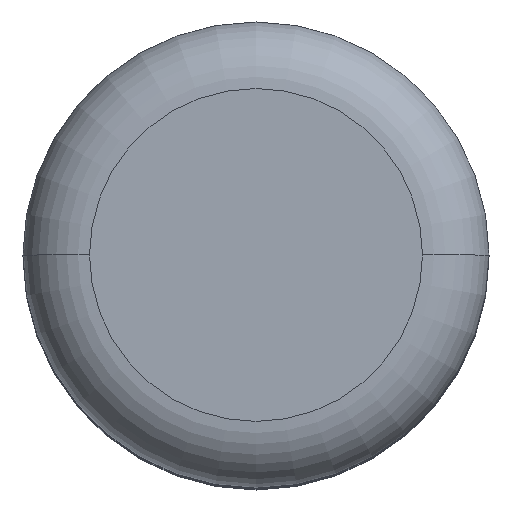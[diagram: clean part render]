
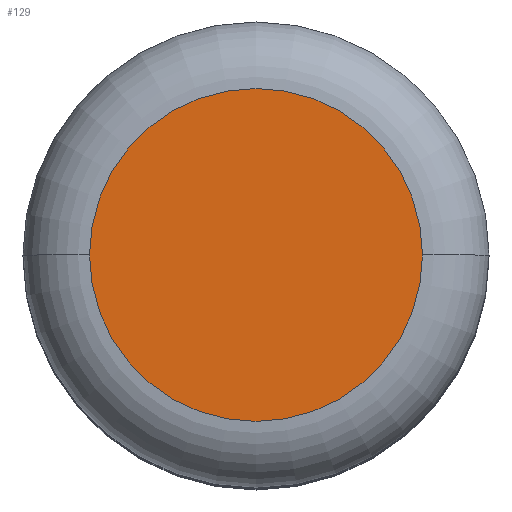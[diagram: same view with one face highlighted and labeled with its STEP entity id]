
A CAD part, top view. The second image highlights one B-rep face of the part: STEP entity #129.
In plain terms, the highlighted planar face has unit normal (0, 0, 1).
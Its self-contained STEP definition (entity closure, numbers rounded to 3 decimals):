
#129=ADVANCED_FACE('',(#276),#277,.F.);
#276=FACE_OUTER_BOUND('',#428,.T.);
#277=PLANE('',#429);
#428=EDGE_LOOP('',(#713,#714));
#429=AXIS2_PLACEMENT_3D('',#715,#716,#717);
#713=ORIENTED_EDGE('',*,*,#935,.F.);
#714=ORIENTED_EDGE('',*,*,#846,.F.);
#715=CARTESIAN_POINT('',(0.0,0.0,3.6));
#716=DIRECTION('',(0.0,0.0,-1.0));
#717=DIRECTION('',(0.0,-1.0,0.0));
#846=EDGE_CURVE('',#992,#995,#996,.T.);
#935=EDGE_CURVE('',#995,#992,#1126,.T.);
#992=VERTEX_POINT('',#1189);
#995=VERTEX_POINT('',#1192);
#996=CIRCLE('',#1193,0.5);
#1126=CIRCLE('',#1337,0.5);
#1189=CARTESIAN_POINT('',(-0.5,0.,3.6));
#1192=CARTESIAN_POINT('',(0.5,0.,3.6));
#1193=AXIS2_PLACEMENT_3D('',#1402,#1403,#1404);
#1337=AXIS2_PLACEMENT_3D('',#1566,#1567,#1568);
#1402=CARTESIAN_POINT('',(0.0,0.0,3.6));
#1403=DIRECTION('',(0.0,0.0,-1.0));
#1404=DIRECTION('',(-1.0,0.0,0.0));
#1566=CARTESIAN_POINT('',(0.0,0.0,3.6));
#1567=DIRECTION('',(0.0,0.0,-1.0));
#1568=DIRECTION('',(-1.0,0.0,0.0));
